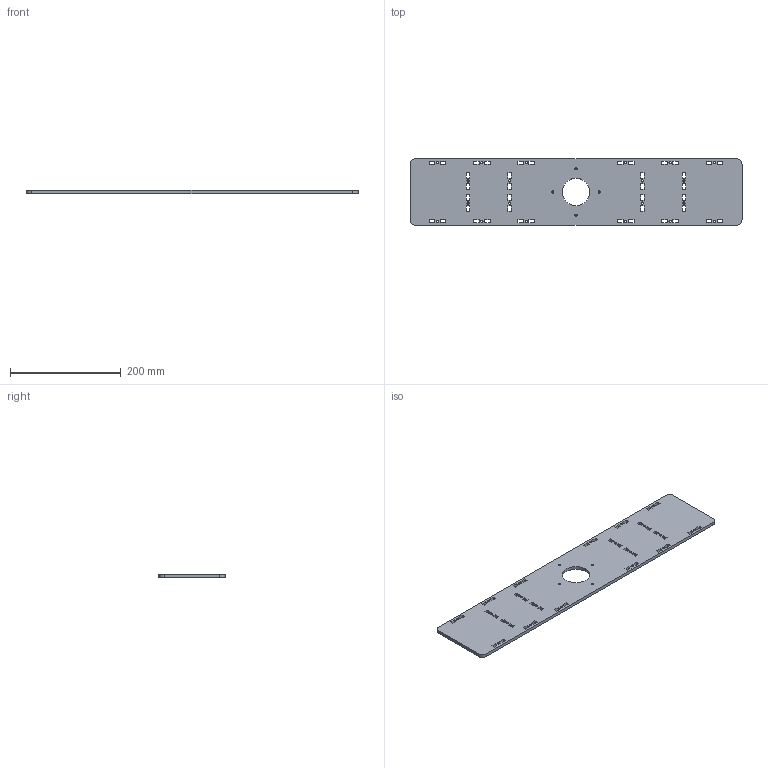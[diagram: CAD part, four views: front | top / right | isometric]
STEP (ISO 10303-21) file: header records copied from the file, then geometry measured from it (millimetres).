
FILE_DESCRIPTION(('FreeCAD Model'),'2;1');
FILE_NAME('plate3_m.step', '2014-02-15T11:02:42',('FreeCAD'),('FreeCAD'), 'Open CASCADE STEP processor 6.5','FreeCAD','Unknown');
FILE_SCHEMA(('AUTOMOTIVE_DESIGN_CC2 { 1 2 10303 214 -1 1 5 4 }'));
Length unit declared in the file: millimetre
Products named in the file (1): plate3
Bounding box: 600 x 120 x 6 mm (x, y, z)
Volume: 403494.4 mm3; surface area: 153467.2 mm2
Topology: 1 solids, 1 shells, 195 faces, 579 edges, 386 vertices
Faces by surface type: plane 166, cylinder 29
Full cylindrical faces by diameter (mm): 4 x24, 50 x1
Entity records: 13981 total; most frequent: CARTESIAN_POINT 2723, DIRECTION 1853, LINE 1301, VECTOR 1301, ORIENTED_EDGE 1158, PCURVE 1158, DEFINITIONAL_REPRESENTATION 1158, EDGE_CURVE 579
